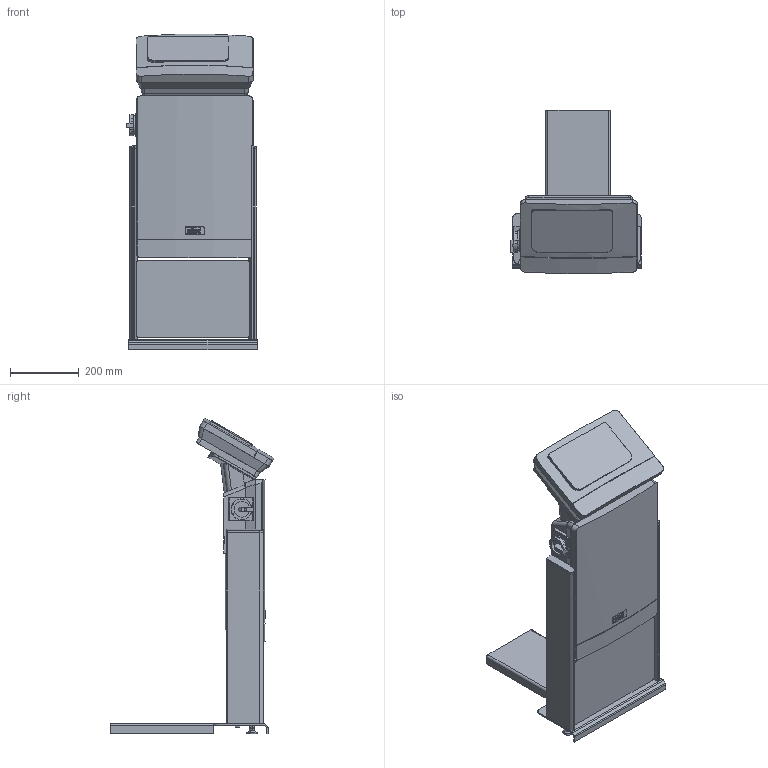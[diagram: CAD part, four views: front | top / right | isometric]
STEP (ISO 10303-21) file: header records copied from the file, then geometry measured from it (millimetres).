
FILE_DESCRIPTION((''),'2;1');
FILE_NAME('3d_VariomatGigaGS1_1-8912500.stp','2014-03-03T12:57:10',(''),(''),'Mechanical Desktop 2011','Mechanical Desktop 2011',', , ');
FILE_SCHEMA(('CONFIG_CONTROL_DESIGN'));
Length unit declared in the file: millimetre
Products named in the file (1): Product
Bounding box: 380.29 x 476.23 x 919.9 mm (x, y, z)
Volume: 26144897.5 mm3; surface area: 2157176.1 mm2
Topology: 81 solids, 81 shells, 2282 faces, 5635 edges, 3723 vertices
Faces by surface type: plane 977, bspline 683, cylinder 508, torus 78, cone 36
Entity records: 74918 total; most frequent: CARTESIAN_POINT 21286, ORIENTED_EDGE 11270, DIRECTION 10576, EDGE_CURVE 5635, VECTOR 3752, LINE 3752, VERTEX_POINT 3723, AXIS2_PLACEMENT_3D 3412
